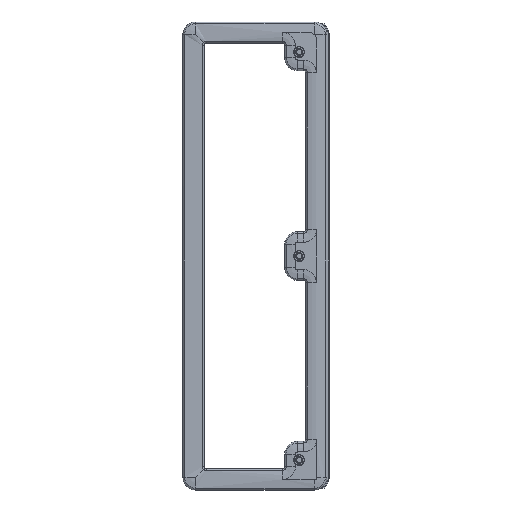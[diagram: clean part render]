
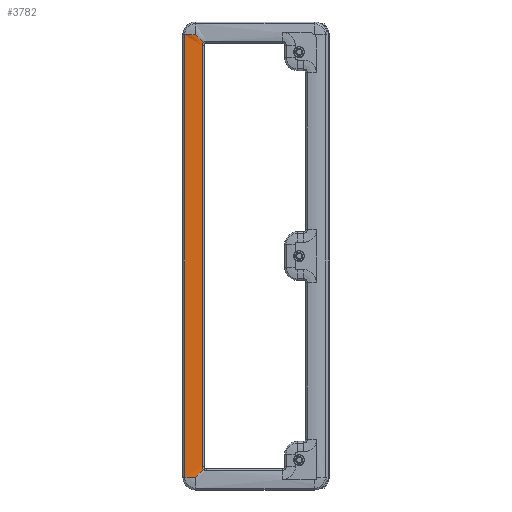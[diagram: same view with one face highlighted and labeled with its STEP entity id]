
A CAD part, top view. The second image highlights one B-rep face of the part: STEP entity #3782.
In plain terms, the highlighted free-form (B-spline) face has degree [2, 1] with [3, 2] control points.
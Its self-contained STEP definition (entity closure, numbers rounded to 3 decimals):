
#2148 = VERTEX_POINT('',#2149);
#2149 = CARTESIAN_POINT('',(-136.927,-555.979,
    13.586));
#2222 = VERTEX_POINT('',#2223);
#2223 = CARTESIAN_POINT('',(-136.927,555.979,
    13.586));
#2249 = VERTEX_POINT('',#2250);
#2250 = CARTESIAN_POINT('',(-139.691,548.838,
    14.181));
#2256 = EDGE_CURVE('',#2222,#2249,#2257,.T.);
#2257 = B_SPLINE_CURVE_WITH_KNOTS('',3,(#2258,#2259,#2260,#2261,#2262),
  .UNSPECIFIED.,.F.,.F.,(4,1,4),(1.67,1.928,
    2.379),.UNSPECIFIED.);
#2258 = CARTESIAN_POINT('',(-136.927,555.979,
    13.586));
#2259 = CARTESIAN_POINT('',(-137.565,555.266,
    13.731));
#2260 = CARTESIAN_POINT('',(-139.063,553.088,
    14.057));
#2261 = CARTESIAN_POINT('',(-139.691,550.49,
    14.181));
#2262 = CARTESIAN_POINT('',(-139.691,548.838,
    14.181));
#2294 = VERTEX_POINT('',#2295);
#2295 = CARTESIAN_POINT('',(-139.691,-548.838,
    14.181));
#2309 = EDGE_CURVE('',#2249,#2294,#2310,.T.);
#2310 = B_SPLINE_CURVE_WITH_KNOTS('',1,(#2311,#2312),.UNSPECIFIED.,.F.,
  .F.,(2,2),(-1023.,-25.),.PIECEWISE_BEZIER_KNOTS.);
#2311 = CARTESIAN_POINT('',(-139.691,548.838,
    14.181));
#2312 = CARTESIAN_POINT('',(-139.691,-548.838,
    14.181));
#2325 = EDGE_CURVE('',#2294,#2148,#2326,.T.);
#2326 = B_SPLINE_CURVE_WITH_KNOTS('',3,(#2327,#2328,#2329,#2330,#2331),
  .UNSPECIFIED.,.F.,.F.,(4,1,4),(6.439,6.89,
    7.149),.UNSPECIFIED.);
#2327 = CARTESIAN_POINT('',(-139.691,-548.838,
    14.181));
#2328 = CARTESIAN_POINT('',(-139.691,-550.49,
    14.181));
#2329 = CARTESIAN_POINT('',(-139.063,-553.088,
    14.057));
#2330 = CARTESIAN_POINT('',(-137.565,-555.266,
    13.731));
#2331 = CARTESIAN_POINT('',(-136.927,-555.979,
    13.586));
#3739 = EDGE_CURVE('',#2148,#3740,#3742,.T.);
#3740 = VERTEX_POINT('',#3741);
#3741 = CARTESIAN_POINT('',(-157.282,-576.335,
    16.368));
#3742 = ( BOUNDED_CURVE() B_SPLINE_CURVE(2,(#3743,#3744,#3745),
.UNSPECIFIED.,.F.,.F.) B_SPLINE_CURVE_WITH_KNOTS((3,3),(1.346,
1.523),.PIECEWISE_BEZIER_KNOTS.) CURVE() 
GEOMETRIC_REPRESENTATION_ITEM() RATIONAL_B_SPLINE_CURVE((1.,
0.996,1.)) REPRESENTATION_ITEM('') );
#3743 = CARTESIAN_POINT('',(-136.927,-555.979,
    13.586));
#3744 = CARTESIAN_POINT('',(-146.981,-566.034,
    15.88));
#3745 = CARTESIAN_POINT('',(-157.282,-576.335,
    16.368));
#3782 = ADVANCED_FACE('',(#3783),#3818,.T.);
#3783 = FACE_BOUND('',#3784,.T.);
#3784 = EDGE_LOOP('',(#3785,#3786,#3787,#3788,#3796,#3804,#3811,#3817));
#3785 = ORIENTED_EDGE('',*,*,#2325,.F.);
#3786 = ORIENTED_EDGE('',*,*,#2309,.F.);
#3787 = ORIENTED_EDGE('',*,*,#2256,.F.);
#3788 = ORIENTED_EDGE('',*,*,#3789,.T.);
#3789 = EDGE_CURVE('',#2222,#3790,#3792,.T.);
#3790 = VERTEX_POINT('',#3791);
#3791 = CARTESIAN_POINT('',(-157.282,576.335,
    16.368));
#3792 = ( BOUNDED_CURVE() B_SPLINE_CURVE(2,(#3793,#3794,#3795),
.UNSPECIFIED.,.F.,.F.) B_SPLINE_CURVE_WITH_KNOTS((3,3),(1.346,
1.523),.PIECEWISE_BEZIER_KNOTS.) CURVE() 
GEOMETRIC_REPRESENTATION_ITEM() RATIONAL_B_SPLINE_CURVE((1.,
0.996,1.)) REPRESENTATION_ITEM('') );
#3793 = CARTESIAN_POINT('',(-136.927,555.979,
    13.586));
#3794 = CARTESIAN_POINT('',(-146.981,566.034,
    15.88));
#3795 = CARTESIAN_POINT('',(-157.282,576.335,
    16.368));
#3796 = ORIENTED_EDGE('',*,*,#3797,.T.);
#3797 = EDGE_CURVE('',#3790,#3798,#3800,.T.);
#3798 = VERTEX_POINT('',#3799);
#3799 = CARTESIAN_POINT('',(-185.872,576.335,
    14.181));
#3800 = ( BOUNDED_CURVE() B_SPLINE_CURVE(2,(#3801,#3802,#3803),
.UNSPECIFIED.,.F.,.F.) B_SPLINE_CURVE_WITH_KNOTS((3,3),(2.855,
3.103),.PIECEWISE_BEZIER_KNOTS.) CURVE() 
GEOMETRIC_REPRESENTATION_ITEM() RATIONAL_B_SPLINE_CURVE((1.,
0.992,1.)) REPRESENTATION_ITEM('') );
#3801 = CARTESIAN_POINT('',(-157.282,576.335,
    16.368));
#3802 = CARTESIAN_POINT('',(-171.713,576.335,
    17.052));
#3803 = CARTESIAN_POINT('',(-185.872,576.335,
    14.181));
#3804 = ORIENTED_EDGE('',*,*,#3805,.F.);
#3805 = EDGE_CURVE('',#3806,#3798,#3808,.T.);
#3806 = VERTEX_POINT('',#3807);
#3807 = CARTESIAN_POINT('',(-185.872,-576.335,
    14.181));
#3808 = B_SPLINE_CURVE_WITH_KNOTS('',1,(#3809,#3810),.UNSPECIFIED.,.F.,
  .F.,(2,2),(0.,1048.),.PIECEWISE_BEZIER_KNOTS.);
#3809 = CARTESIAN_POINT('',(-185.872,-576.335,
    14.181));
#3810 = CARTESIAN_POINT('',(-185.872,576.335,
    14.181));
#3811 = ORIENTED_EDGE('',*,*,#3812,.T.);
#3812 = EDGE_CURVE('',#3806,#3740,#3813,.T.);
#3813 = ( BOUNDED_CURVE() B_SPLINE_CURVE(2,(#3814,#3815,#3816),
.UNSPECIFIED.,.F.,.F.) B_SPLINE_CURVE_WITH_KNOTS((3,3),(2.942,
3.189),.PIECEWISE_BEZIER_KNOTS.) CURVE() 
GEOMETRIC_REPRESENTATION_ITEM() RATIONAL_B_SPLINE_CURVE((1.,
0.992,1.)) REPRESENTATION_ITEM('') );
#3814 = CARTESIAN_POINT('',(-185.872,-576.335,
    14.181));
#3815 = CARTESIAN_POINT('',(-171.713,-576.335,
    17.052));
#3816 = CARTESIAN_POINT('',(-157.282,-576.335,
    16.368));
#3817 = ORIENTED_EDGE('',*,*,#3739,.F.);
#3818 = ( BOUNDED_SURFACE() B_SPLINE_SURFACE(2,1,(
    (#3819,#3820)
    ,(#3821,#3822)
    ,(#3823,#3824
)),.UNSPECIFIED.,.F.,.F.,.F.) B_SPLINE_SURFACE_WITH_KNOTS((3,3),(2,2),(
    3.18,3.605),(0.,1048.),
.PIECEWISE_BEZIER_KNOTS.) GEOMETRIC_REPRESENTATION_ITEM() 
RATIONAL_B_SPLINE_SURFACE((
    (1.,1.)
    ,(0.978,0.978)
,(1.,1.))) REPRESENTATION_ITEM('') SURFACE() );
#3819 = CARTESIAN_POINT('',(-185.872,-576.335,
    14.181));
#3820 = CARTESIAN_POINT('',(-185.872,576.335,
    14.181));
#3821 = CARTESIAN_POINT('',(-161.335,-576.335,
    19.155));
#3822 = CARTESIAN_POINT('',(-161.335,576.335,
    19.155));
#3823 = CARTESIAN_POINT('',(-136.927,-576.335,
    13.586));
#3824 = CARTESIAN_POINT('',(-136.927,576.335,
    13.586));
